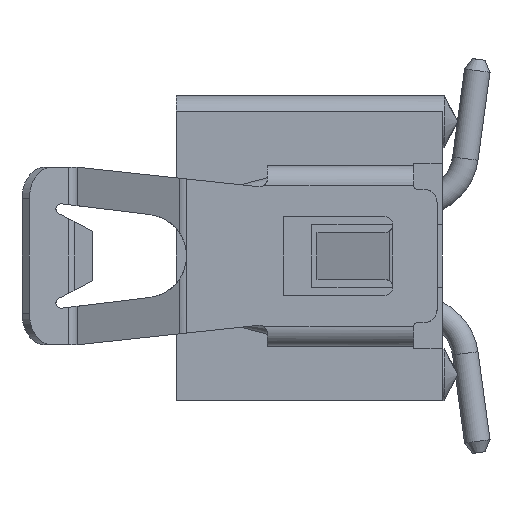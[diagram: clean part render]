
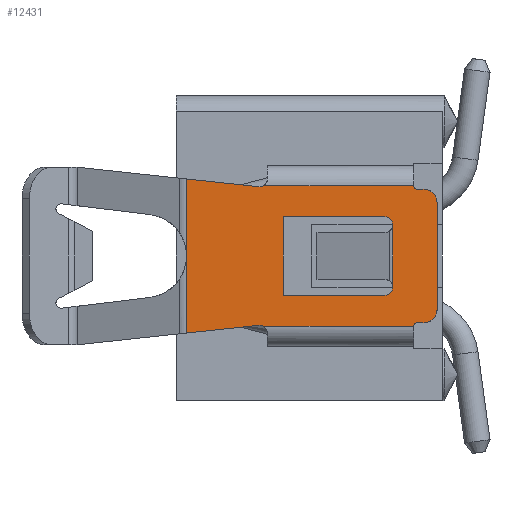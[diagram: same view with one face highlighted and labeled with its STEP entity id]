
A CAD part, left-side view. The second image highlights one B-rep face of the part: STEP entity #12431.
In plain terms, the highlighted face is planar.
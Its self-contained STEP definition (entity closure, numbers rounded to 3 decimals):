
#9946=CARTESIAN_POINT('',(-0.6,0.55,0.2));
#9947=DIRECTION('',(0.,0.,-1.));
#9948=DIRECTION('',(0.,-1.,0.));
#9949=AXIS2_PLACEMENT_3D('',#9946,#9947,#9948);
#9969=DIRECTION('',(0.,-1.,0.));
#9970=VECTOR('',#9969,1.95);
#9971=CARTESIAN_POINT('',(0.75,2.5,0.2));
#9972=LINE('',#9971,#9970);
#9976=DIRECTION('',(1.,0.,0.));
#9977=VECTOR('',#9976,1.5);
#9978=CARTESIAN_POINT('',(-0.75,2.5,0.2));
#9979=LINE('',#9978,#9977);
#9983=DIRECTION('',(0.,1.,0.));
#9984=VECTOR('',#9983,1.95);
#9985=CARTESIAN_POINT('',(-0.75,0.55,0.2));
#9986=LINE('',#9985,#9984);
#9990=DIRECTION('',(0.,-1.,0.));
#9991=VECTOR('',#9990,2.87);
#9992=CARTESIAN_POINT('',(1.35,2.87,0.2));
#9993=LINE('',#9992,#9991);
#9997=DIRECTION('',(0.,1.,0.));
#9998=VECTOR('',#9997,0.125);
#9999=CARTESIAN_POINT('',(1.275,-0.2,0.2));
#10000=LINE('',#9999,#9998);
#10004=DIRECTION('',(1.,0.,0.));
#10005=VECTOR('',#10004,2.05);
#10006=CARTESIAN_POINT('',(-1.025,-0.45,0.2));
#10007=LINE('',#10006,#10005);
#10011=DIRECTION('',(0.,-1.,0.));
#10012=VECTOR('',#10011,0.125);
#10013=CARTESIAN_POINT('',(-1.275,-0.075,0.2));
#10014=LINE('',#10013,#10012);
#10018=DIRECTION('',(0.106,-0.994,0.));
#10019=VECTOR('',#10018,1.392);
#10020=CARTESIAN_POINT('',(-1.476,4.35,0.2));
#10021=LINE('',#10020,#10019);
#10025=DIRECTION('',(1.,0.,0.));
#10026=VECTOR('',#10025,1.476);
#10027=CARTESIAN_POINT('',(-1.476,4.35,0.2));
#10028=LINE('',#10027,#10026);
#10032=DIRECTION('',(1.,0.,0.));
#10033=VECTOR('',#10032,1.476);
#10034=CARTESIAN_POINT('',(0.,4.35,0.2));
#10035=LINE('',#10034,#10033);
#10039=DIRECTION('',(-0.106,-0.994,0.));
#10040=VECTOR('',#10039,1.392);
#10041=CARTESIAN_POINT('',(1.476,4.35,0.2));
#10042=LINE('',#10041,#10040);
#10046=DIRECTION('',(-1.,0.,0.));
#10047=VECTOR('',#10046,1.2);
#10048=CARTESIAN_POINT('',(0.6,0.4,0.2));
#10049=LINE('',#10048,#10047);
#10156=CARTESIAN_POINT('',(0.6,0.55,0.2));
#10157=DIRECTION('',(0.,0.,-1.));
#10158=DIRECTION('',(1.,0.,0.));
#10159=AXIS2_PLACEMENT_3D('',#10156,#10157,#10158);
#10431=CARTESIAN_POINT('',(-1.477,2.95,0.2));
#10432=DIRECTION('',(0.,0.,-1.));
#10433=DIRECTION('',(0.994,0.106,0.));
#10434=AXIS2_PLACEMENT_3D('',#10431,#10432,#10433);
#10668=DIRECTION('',(0.,-1.,0.));
#10669=VECTOR('',#10668,2.87);
#10670=CARTESIAN_POINT('',(-1.35,2.87,0.2));
#10671=LINE('',#10670,#10669);
#10689=CARTESIAN_POINT('',(-1.35,-0.075,0.2));
#10690=DIRECTION('',(0.,0.,-1.));
#10691=DIRECTION('',(0.,1.,0.));
#10692=AXIS2_PLACEMENT_3D('',#10689,#10690,#10691);
#10743=CARTESIAN_POINT('',(-1.025,-0.2,0.2));
#10744=DIRECTION('',(0.,0.,1.));
#10745=DIRECTION('',(-1.,0.,0.));
#10746=AXIS2_PLACEMENT_3D('',#10743,#10744,#10745);
#10809=CARTESIAN_POINT('',(1.025,-0.2,0.2));
#10810=DIRECTION('',(0.,0.,1.));
#10811=DIRECTION('',(0.,-1.,0.));
#10812=AXIS2_PLACEMENT_3D('',#10809,#10810,#10811);
#10868=CARTESIAN_POINT('',(1.35,-0.075,0.2));
#10869=DIRECTION('',(0.,0.,-1.));
#10870=DIRECTION('',(-1.,0.,0.));
#10871=AXIS2_PLACEMENT_3D('',#10868,#10869,#10870);
#11055=CARTESIAN_POINT('',(1.35,2.87,0.2));
#11060=CARTESIAN_POINT('',(1.477,2.95,0.2));
#11061=DIRECTION('',(0.,0.,-1.));
#11062=DIRECTION('',(-0.846,-0.533,0.));
#11063=AXIS2_PLACEMENT_3D('',#11060,#11061,#11062);
#11099=CARTESIAN_POINT('',(1.476,4.35,0.2));
#11126=CARTESIAN_POINT('',(0.,4.35,0.2));
#11367=CARTESIAN_POINT('',(-1.476,4.35,0.2));
#11933=CARTESIAN_POINT('',(1.025,-0.45,0.2));
#11934=CARTESIAN_POINT('',(1.275,-0.2,0.2));
#11935=VERTEX_POINT('',#11933);
#11936=VERTEX_POINT('',#11934);
#11940=CARTESIAN_POINT('',(-1.275,-0.2,0.2));
#11942=VERTEX_POINT('',#11940);
#11943=CARTESIAN_POINT('',(-1.025,-0.45,0.2));
#11944=VERTEX_POINT('',#11943);
#11955=VERTEX_POINT('',#11099);
#11970=VERTEX_POINT('',#11367);
#12050=VERTEX_POINT('',#11126);
#12059=CARTESIAN_POINT('',(-0.75,2.5,0.2));
#12060=CARTESIAN_POINT('',(0.75,2.5,0.2));
#12061=VERTEX_POINT('',#12059);
#12062=VERTEX_POINT('',#12060);
#12114=CARTESIAN_POINT('',(-1.275,-0.075,0.2));
#12116=VERTEX_POINT('',#12114);
#12118=CARTESIAN_POINT('',(1.275,-0.075,0.2));
#12120=VERTEX_POINT('',#12118);
#12122=CARTESIAN_POINT('',(-1.35,0.,0.2));
#12123=VERTEX_POINT('',#12122);
#12124=CARTESIAN_POINT('',(1.35,0.,0.2));
#12125=VERTEX_POINT('',#12124);
#12127=CARTESIAN_POINT('',(-0.75,0.55,0.2));
#12129=VERTEX_POINT('',#12127);
#12131=CARTESIAN_POINT('',(0.75,0.55,0.2));
#12133=VERTEX_POINT('',#12131);
#12134=CARTESIAN_POINT('',(0.6,0.4,0.2));
#12136=VERTEX_POINT('',#12134);
#12143=CARTESIAN_POINT('',(-0.6,0.4,0.2));
#12145=VERTEX_POINT('',#12143);
#12156=CARTESIAN_POINT('',(1.328,2.966,0.2));
#12158=VERTEX_POINT('',#12156);
#12165=CARTESIAN_POINT('',(-1.328,2.966,0.2));
#12167=VERTEX_POINT('',#12165);
#12168=VERTEX_POINT('',#11055);
#12172=CARTESIAN_POINT('',(-1.35,2.87,0.2));
#12173=VERTEX_POINT('',#12172);
#12381=CARTESIAN_POINT('',(0.,0.,0.2));
#12382=DIRECTION('',(0.,0.,-1.));
#12383=DIRECTION('',(-1.,0.,0.));
#12384=AXIS2_PLACEMENT_3D('',#12381,#12382,#12383);
#12385=PLANE('',#12384);
#12387=ORIENTED_EDGE('',*,*,#12386,.T.);
#12389=ORIENTED_EDGE('',*,*,#12388,.F.);
#12391=ORIENTED_EDGE('',*,*,#12390,.F.);
#12393=ORIENTED_EDGE('',*,*,#12392,.F.);
#12395=ORIENTED_EDGE('',*,*,#12394,.F.);
#12397=ORIENTED_EDGE('',*,*,#12396,.F.);
#12399=ORIENTED_EDGE('',*,*,#12398,.F.);
#12401=ORIENTED_EDGE('',*,*,#12400,.F.);
#12403=ORIENTED_EDGE('',*,*,#12402,.F.);
#12405=ORIENTED_EDGE('',*,*,#12404,.F.);
#12407=ORIENTED_EDGE('',*,*,#12406,.F.);
#12409=ORIENTED_EDGE('',*,*,#12408,.T.);
#12411=ORIENTED_EDGE('',*,*,#12410,.T.);
#12413=ORIENTED_EDGE('',*,*,#12412,.T.);
#12415=ORIENTED_EDGE('',*,*,#12414,.F.);
#12416=EDGE_LOOP('',(#12387,#12389,#12391,#12393,#12395,#12397,#12399,#12401,
#12403,#12405,#12407,#12409,#12411,#12413,#12415));
#12417=FACE_OUTER_BOUND('',#12416,.F.);
#12419=ORIENTED_EDGE('',*,*,#12418,.F.);
#12421=ORIENTED_EDGE('',*,*,#12420,.F.);
#12423=ORIENTED_EDGE('',*,*,#12422,.F.);
#12425=ORIENTED_EDGE('',*,*,#12424,.F.);
#12427=ORIENTED_EDGE('',*,*,#12426,.F.);
#12428=ORIENTED_EDGE('',*,*,#12373,.F.);
#12429=EDGE_LOOP('',(#12419,#12421,#12423,#12425,#12427,#12428));
#12430=FACE_BOUND('',#12429,.F.);
#9950=CIRCLE('',#9949,0.15);
#10160=CIRCLE('',#10159,0.15);
#10435=CIRCLE('',#10434,0.15);
#10693=CIRCLE('',#10692,0.075);
#10747=CIRCLE('',#10746,0.25);
#10813=CIRCLE('',#10812,0.25);
#10872=CIRCLE('',#10871,0.075);
#11064=CIRCLE('',#11063,0.15);
#12373=EDGE_CURVE('',#12145,#12129,#9950,.T.);
#12386=EDGE_CURVE('',#12168,#12125,#9993,.T.);
#12388=EDGE_CURVE('',#12120,#12125,#10872,.T.);
#12390=EDGE_CURVE('',#11936,#12120,#10000,.T.);
#12392=EDGE_CURVE('',#11935,#11936,#10813,.T.);
#12394=EDGE_CURVE('',#11944,#11935,#10007,.T.);
#12396=EDGE_CURVE('',#11942,#11944,#10747,.T.);
#12398=EDGE_CURVE('',#12116,#11942,#10014,.T.);
#12400=EDGE_CURVE('',#12123,#12116,#10693,.T.);
#12402=EDGE_CURVE('',#12173,#12123,#10671,.T.);
#12404=EDGE_CURVE('',#12167,#12173,#10435,.T.);
#12406=EDGE_CURVE('',#11970,#12167,#10021,.T.);
#12408=EDGE_CURVE('',#11970,#12050,#10028,.T.);
#12410=EDGE_CURVE('',#12050,#11955,#10035,.T.);
#12412=EDGE_CURVE('',#11955,#12158,#10042,.T.);
#12414=EDGE_CURVE('',#12168,#12158,#11064,.T.);
#12418=EDGE_CURVE('',#12136,#12145,#10049,.T.);
#12420=EDGE_CURVE('',#12133,#12136,#10160,.T.);
#12422=EDGE_CURVE('',#12062,#12133,#9972,.T.);
#12424=EDGE_CURVE('',#12061,#12062,#9979,.T.);
#12426=EDGE_CURVE('',#12129,#12061,#9986,.T.);
#12431=ADVANCED_FACE('',(#12417,#12430),#12385,.F.);
